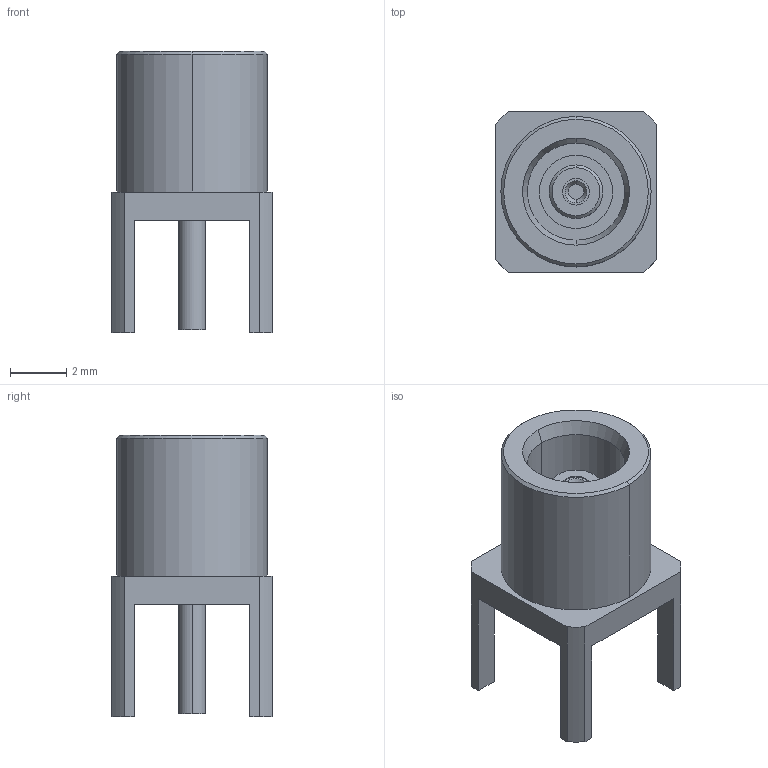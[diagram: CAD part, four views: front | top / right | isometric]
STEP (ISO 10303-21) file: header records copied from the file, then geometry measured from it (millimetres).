
FILE_DESCRIPTION((''),'2;1');
FILE_NAME('C-1-1337581-0','2016-05-25T',('workeradm'),('Tyco Electronics Ltd.'),'CREO PARAMETRIC BY PTC INC, 2015200','CREO PARAMETRIC BY PTC INC, 2015200','');
FILE_SCHEMA(('AUTOMOTIVE_DESIGN { 1 0 10303 214 1 1 1 1 }'));
Length unit declared in the file: millimetre
Products named in the file (1): C-1-1337581-0
Bounding box: 5.7 x 5.7 x 10 mm (x, y, z)
Volume: 122.5 mm3; surface area: 293.8 mm2
Topology: 1 solids, 1 shells, 55 faces, 126 edges, 80 vertices
Faces by surface type: plane 25, cylinder 20, cone 10
Entity records: 1596 total; most frequent: DIRECTION 284, CARTESIAN_POINT 263, ORIENTED_EDGE 252, EDGE_CURVE 126, AXIS2_PLACEMENT_3D 103, VERTEX_POINT 80, VECTOR 78, LINE 78
